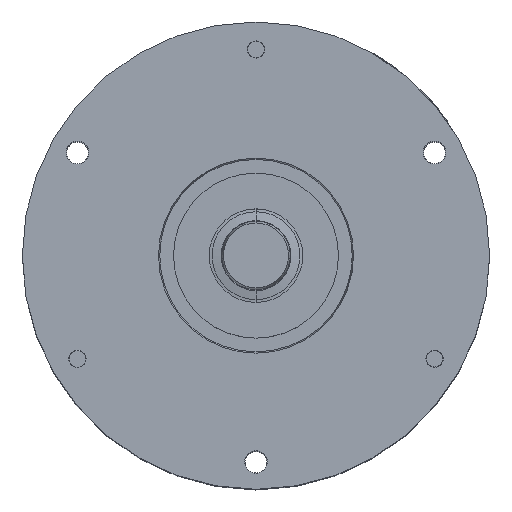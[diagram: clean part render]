
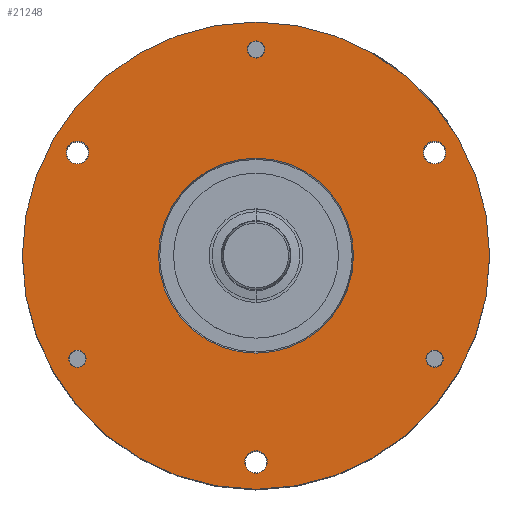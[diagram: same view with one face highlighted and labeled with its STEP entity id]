
A CAD part, top view. The second image highlights one B-rep face of the part: STEP entity #21248.
In plain terms, the highlighted planar face has unit normal (0, 0, 1).
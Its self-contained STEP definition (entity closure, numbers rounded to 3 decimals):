
#4049=CARTESIAN_POINT('',(0.,0.,25.));
#4050=DIRECTION('',(0.,0.,1.));
#4051=DIRECTION('',(1.,0.,0.));
#4052=AXIS2_PLACEMENT_3D('',#4049,#4050,#4051);
#4054=CARTESIAN_POINT('',(0.,0.,25.));
#4055=DIRECTION('',(0.,0.,1.));
#4056=DIRECTION('',(-1.,0.,0.));
#4057=AXIS2_PLACEMENT_3D('',#4054,#4055,#4056);
#4059=CARTESIAN_POINT('',(-25.981,-15.,25.));
#4060=DIRECTION('',(0.,0.,-1.));
#4061=DIRECTION('',(0.,1.,0.));
#4062=AXIS2_PLACEMENT_3D('',#4059,#4060,#4061);
#4064=CARTESIAN_POINT('',(-25.981,-15.,25.));
#4065=DIRECTION('',(0.,0.,-1.));
#4066=DIRECTION('',(0.,-1.,0.));
#4067=AXIS2_PLACEMENT_3D('',#4064,#4065,#4066);
#4069=CARTESIAN_POINT('',(0.,30.,25.));
#4070=DIRECTION('',(0.,0.,-1.));
#4071=DIRECTION('',(0.,1.,0.));
#4072=AXIS2_PLACEMENT_3D('',#4069,#4070,#4071);
#4074=CARTESIAN_POINT('',(0.,30.,25.));
#4075=DIRECTION('',(0.,0.,-1.));
#4076=DIRECTION('',(0.,-1.,0.));
#4077=AXIS2_PLACEMENT_3D('',#4074,#4075,#4076);
#4079=CARTESIAN_POINT('',(25.981,-15.,25.));
#4080=DIRECTION('',(0.,0.,-1.));
#4081=DIRECTION('',(0.,1.,0.));
#4082=AXIS2_PLACEMENT_3D('',#4079,#4080,#4081);
#4084=CARTESIAN_POINT('',(25.981,-15.,25.));
#4085=DIRECTION('',(0.,0.,-1.));
#4086=DIRECTION('',(0.,-1.,0.));
#4087=AXIS2_PLACEMENT_3D('',#4084,#4085,#4086);
#4089=CARTESIAN_POINT('',(25.981,15.,25.));
#4090=DIRECTION('',(0.,0.,1.));
#4091=DIRECTION('',(0.,-1.,0.));
#4092=AXIS2_PLACEMENT_3D('',#4089,#4090,#4091);
#4094=CARTESIAN_POINT('',(25.981,15.,25.));
#4095=DIRECTION('',(0.,0.,1.));
#4096=DIRECTION('',(0.,1.,0.));
#4097=AXIS2_PLACEMENT_3D('',#4094,#4095,#4096);
#4099=CARTESIAN_POINT('',(0.,-30.,25.));
#4100=DIRECTION('',(0.,0.,1.));
#4101=DIRECTION('',(0.,-1.,0.));
#4102=AXIS2_PLACEMENT_3D('',#4099,#4100,#4101);
#4104=CARTESIAN_POINT('',(0.,-30.,25.));
#4105=DIRECTION('',(0.,0.,1.));
#4106=DIRECTION('',(0.,1.,0.));
#4107=AXIS2_PLACEMENT_3D('',#4104,#4105,#4106);
#4109=CARTESIAN_POINT('',(-25.981,15.,25.));
#4110=DIRECTION('',(0.,0.,1.));
#4111=DIRECTION('',(0.,-1.,0.));
#4112=AXIS2_PLACEMENT_3D('',#4109,#4110,#4111);
#4114=CARTESIAN_POINT('',(-25.981,15.,25.));
#4115=DIRECTION('',(0.,0.,1.));
#4116=DIRECTION('',(0.,1.,0.));
#4117=AXIS2_PLACEMENT_3D('',#4114,#4115,#4116);
#4128=CARTESIAN_POINT('',(0.,0.,25.));
#4129=DIRECTION('',(0.,0.,-1.));
#4130=DIRECTION('',(-1.,0.,0.));
#4131=AXIS2_PLACEMENT_3D('',#4128,#4129,#4130);
#4157=CARTESIAN_POINT('',(0.,0.,25.));
#4158=DIRECTION('',(0.,0.,-1.));
#4159=DIRECTION('',(1.,0.,0.));
#4160=AXIS2_PLACEMENT_3D('',#4157,#4158,#4159);
#16694=CARTESIAN_POINT('',(34.,0.,25.));
#16695=CARTESIAN_POINT('',(-34.,0.,25.));
#16696=VERTEX_POINT('',#16694);
#16697=VERTEX_POINT('',#16695);
#16720=CARTESIAN_POINT('',(14.188,0.,25.));
#16721=CARTESIAN_POINT('',(-14.188,0.,25.));
#16722=VERTEX_POINT('',#16720);
#16723=VERTEX_POINT('',#16721);
#16850=CARTESIAN_POINT('',(-25.981,-13.75,25.));
#16851=CARTESIAN_POINT('',(-25.981,-16.25,25.));
#16852=VERTEX_POINT('',#16850);
#16853=VERTEX_POINT('',#16851);
#16854=CARTESIAN_POINT('',(0.,31.25,25.));
#16855=CARTESIAN_POINT('',(0.,28.75,25.));
#16856=VERTEX_POINT('',#16854);
#16857=VERTEX_POINT('',#16855);
#16858=CARTESIAN_POINT('',(25.981,-13.75,25.));
#16859=CARTESIAN_POINT('',(25.981,-16.25,25.));
#16860=VERTEX_POINT('',#16858);
#16861=VERTEX_POINT('',#16859);
#16874=CARTESIAN_POINT('',(25.981,13.35,25.));
#16875=CARTESIAN_POINT('',(25.981,16.65,25.));
#16876=VERTEX_POINT('',#16874);
#16877=VERTEX_POINT('',#16875);
#16886=CARTESIAN_POINT('',(0.,-31.65,25.));
#16887=CARTESIAN_POINT('',(0.,-28.35,25.));
#16888=VERTEX_POINT('',#16886);
#16889=VERTEX_POINT('',#16887);
#16898=CARTESIAN_POINT('',(-25.981,13.35,25.));
#16899=CARTESIAN_POINT('',(-25.981,16.65,25.));
#16900=VERTEX_POINT('',#16898);
#16901=VERTEX_POINT('',#16899);
#21197=CARTESIAN_POINT('',(0.,0.,25.));
#21198=DIRECTION('',(0.,0.,1.));
#21199=DIRECTION('',(1.,0.,0.));
#21200=AXIS2_PLACEMENT_3D('',#21197,#21198,#21199);
#21201=PLANE('',#21200);
#21202=ORIENTED_EDGE('',*,*,#21177,.F.);
#21203=ORIENTED_EDGE('',*,*,#21191,.F.);
#21204=EDGE_LOOP('',(#21202,#21203));
#21205=FACE_OUTER_BOUND('',#21204,.F.);
#21207=ORIENTED_EDGE('',*,*,#21206,.F.);
#21209=ORIENTED_EDGE('',*,*,#21208,.F.);
#21210=EDGE_LOOP('',(#21207,#21209));
#21211=FACE_BOUND('',#21210,.F.);
#21213=ORIENTED_EDGE('',*,*,#21212,.F.);
#21215=ORIENTED_EDGE('',*,*,#21214,.F.);
#21216=EDGE_LOOP('',(#21213,#21215));
#21217=FACE_BOUND('',#21216,.F.);
#21219=ORIENTED_EDGE('',*,*,#21218,.F.);
#21221=ORIENTED_EDGE('',*,*,#21220,.F.);
#21222=EDGE_LOOP('',(#21219,#21221));
#21223=FACE_BOUND('',#21222,.F.);
#21225=ORIENTED_EDGE('',*,*,#21224,.F.);
#21227=ORIENTED_EDGE('',*,*,#21226,.F.);
#21228=EDGE_LOOP('',(#21225,#21227));
#21229=FACE_BOUND('',#21228,.F.);
#21231=ORIENTED_EDGE('',*,*,#21230,.T.);
#21233=ORIENTED_EDGE('',*,*,#21232,.T.);
#21234=EDGE_LOOP('',(#21231,#21233));
#21235=FACE_BOUND('',#21234,.F.);
#21237=ORIENTED_EDGE('',*,*,#21236,.T.);
#21239=ORIENTED_EDGE('',*,*,#21238,.T.);
#21240=EDGE_LOOP('',(#21237,#21239));
#21241=FACE_BOUND('',#21240,.F.);
#21243=ORIENTED_EDGE('',*,*,#21242,.T.);
#21245=ORIENTED_EDGE('',*,*,#21244,.T.);
#21246=EDGE_LOOP('',(#21243,#21245));
#21247=FACE_BOUND('',#21246,.F.);
#4053=CIRCLE('',#4052,34.);
#4058=CIRCLE('',#4057,34.);
#4063=CIRCLE('',#4062,1.25);
#4068=CIRCLE('',#4067,1.25);
#4073=CIRCLE('',#4072,1.25);
#4078=CIRCLE('',#4077,1.25);
#4083=CIRCLE('',#4082,1.25);
#4088=CIRCLE('',#4087,1.25);
#4093=CIRCLE('',#4092,1.65);
#4098=CIRCLE('',#4097,1.65);
#4103=CIRCLE('',#4102,1.65);
#4108=CIRCLE('',#4107,1.65);
#4113=CIRCLE('',#4112,1.65);
#4118=CIRCLE('',#4117,1.65);
#4132=CIRCLE('',#4131,14.188);
#4161=CIRCLE('',#4160,14.188);
#21177=EDGE_CURVE('',#16696,#16697,#4053,.T.);
#21191=EDGE_CURVE('',#16697,#16696,#4058,.T.);
#21206=EDGE_CURVE('',#16723,#16722,#4132,.T.);
#21208=EDGE_CURVE('',#16722,#16723,#4161,.T.);
#21212=EDGE_CURVE('',#16852,#16853,#4063,.T.);
#21214=EDGE_CURVE('',#16853,#16852,#4068,.T.);
#21218=EDGE_CURVE('',#16856,#16857,#4073,.T.);
#21220=EDGE_CURVE('',#16857,#16856,#4078,.T.);
#21224=EDGE_CURVE('',#16860,#16861,#4083,.T.);
#21226=EDGE_CURVE('',#16861,#16860,#4088,.T.);
#21230=EDGE_CURVE('',#16876,#16877,#4093,.T.);
#21232=EDGE_CURVE('',#16877,#16876,#4098,.T.);
#21236=EDGE_CURVE('',#16888,#16889,#4103,.T.);
#21238=EDGE_CURVE('',#16889,#16888,#4108,.T.);
#21242=EDGE_CURVE('',#16900,#16901,#4113,.T.);
#21244=EDGE_CURVE('',#16901,#16900,#4118,.T.);
#21248=ADVANCED_FACE('',(#21205,#21211,#21217,#21223,#21229,#21235,#21241,
#21247),#21201,.T.);
